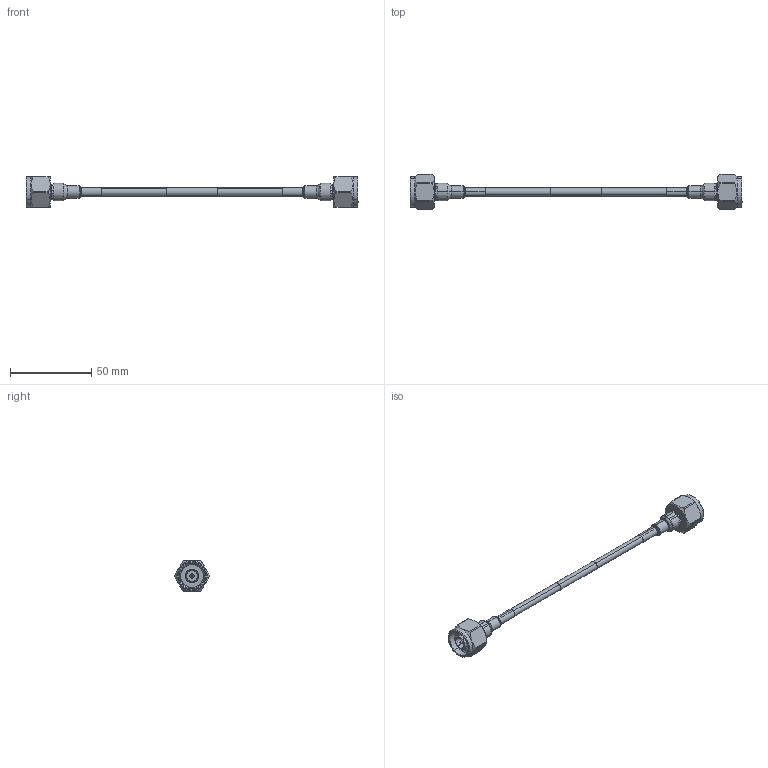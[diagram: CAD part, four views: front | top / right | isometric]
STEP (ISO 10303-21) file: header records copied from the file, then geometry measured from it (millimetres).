
FILE_DESCRIPTION (( 'STEP AP214' ), '1' );
FILE_NAME ('FMC00617_3D.step', '2023-03-01T17:29:00', ( '' ), ( '' ), 'SwSTEP 2.0', 'SolidWorks 2022', '' );
FILE_SCHEMA (( 'AUTOMOTIVE_DESIGN' ));
Length unit declared in the file: inch
Products named in the file (5): Copy of LL142^FMC00617; Part6^FMC00617; Copy (2) of PE44825-4MJR5 ¦ FMCN1084-4MJR5^FMC00617; Copy of PE44825-4MJR5 ¦ FMCN1084-4MJR5^FMC00617; FMC00617_3D
Assembly tree (4 placements, depth 2):
  FMC00617_3D
    Copy of PE44825-4MJR5 ¦ FMCN1084-4MJR5^FMC00617
    Copy (2) of PE44825-4MJR5 ¦ FMCN1084-4MJR5^FMC00617
    Copy of LL142^FMC00617
    Part6^FMC00617
Bounding box: 204.32 x 21.6 x 19.05 mm (x, y, z)
Volume: 10917.5 mm3; surface area: 11690.9 mm2
Topology: 5 solids, 5 shells, 270 faces, 660 edges, 416 vertices
Faces by surface type: cylinder 108, plane 82, cone 58, torus 12, bspline 10
Entity records: 10403 total; most frequent: CARTESIAN_POINT 3795, DIRECTION 1350, ORIENTED_EDGE 1320, EDGE_CURVE 660, AXIS2_PLACEMENT_3D 547, VERTEX_POINT 416, EDGE_LOOP 290, CIRCLE 280
